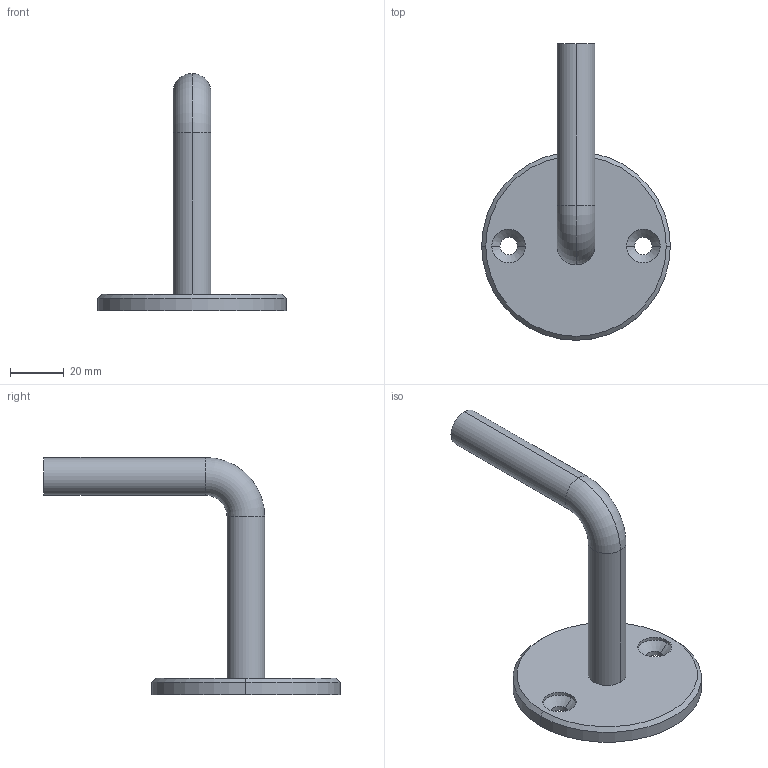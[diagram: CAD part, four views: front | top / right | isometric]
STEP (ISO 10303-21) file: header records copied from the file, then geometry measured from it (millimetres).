
FILE_DESCRIPTION (( 'STEP AP203' ), '1' );
FILE_NAME ('50205-240.STEP', '2020-09-15T06:43:51', ( '' ), ( '' ), 'SwSTEP 2.0', 'SolidWorks 2018', '' );
FILE_SCHEMA (( 'CONFIG_CONTROL_DESIGN' ));
Length unit declared in the file: millimetre
Products named in the file (8): DIN-7991 M3-M10; 50205-240; 50205-240 Teil1_50205-240 Teil1; 50205-240 Teil1; DIN-7991 M3-M10_DIN7991 M8x12; 50205-240 Teil2; 50205-240 Teil2_50205-240 Teil2
Assembly tree (4 placements, depth 2):
  50205-240
    50205-240 Teil1_50205-240 Teil1
    50205-240 Teil2_50205-240 Teil2
    DIN-7991 M3-M10_DIN7991 M8x12
  50205-240 Teil1
  50205-240 Teil2
  50205-240
    DIN-7991 M3-M10
Bounding box: 70 x 110 x 88 mm (x, y, z)
Volume: 42946.1 mm3; surface area: 16909.3 mm2
Topology: 3 solids, 3 shells, 290 faces, 741 edges, 479 vertices
Faces by surface type: plane 137, bspline 103, cylinder 26, cone 22, torus 2
Entity records: 15622 total; most frequent: CARTESIAN_POINT 8530, ORIENTED_EDGE 1468, DIRECTION 990, EDGE_CURVE 734, VERTEX_POINT 477, LINE 460, VECTOR 460, EDGE_LOOP 323
